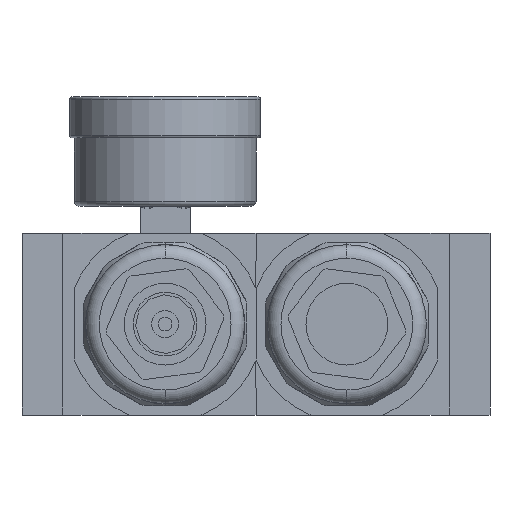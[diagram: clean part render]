
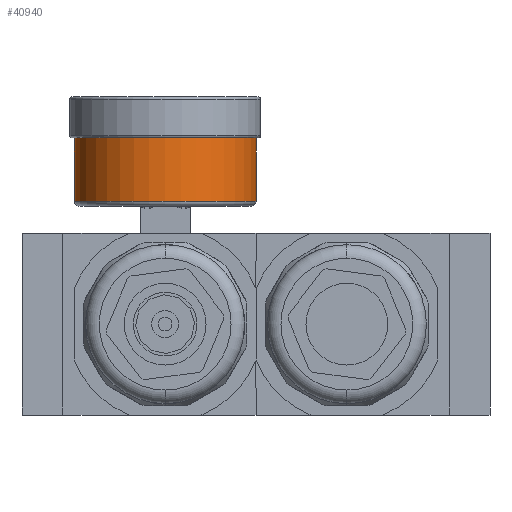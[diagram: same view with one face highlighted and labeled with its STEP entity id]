
A CAD part, front view. The second image highlights one B-rep face of the part: STEP entity #40940.
In plain terms, the highlighted cylindrical face has radius 20 mm (diameter 40 mm), a partial arc.
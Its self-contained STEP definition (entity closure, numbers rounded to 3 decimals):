
#2859 = CARTESIAN_POINT ( 'NONE',  ( -20., 0., -17. ) ) ;
#5123 = LINE ( 'NONE', #40340, #7850 ) ;
#5495 = DIRECTION ( 'NONE',  ( 0., 0., 1. ) ) ;
#6503 = VECTOR ( 'NONE', #23264, 1000. ) ;
#6978 = CARTESIAN_POINT ( 'NONE',  ( 0., 0., -31. ) ) ;
#6995 = EDGE_CURVE ( 'NONE', #22485, #10959, #28024, .T. ) ;
#7850 = VECTOR ( 'NONE', #8763, 1000. ) ;
#8763 = DIRECTION ( 'NONE',  ( 0., 0., 1. ) ) ;
#10326 = VERTEX_POINT ( 'NONE', #10992 ) ;
#10959 = VERTEX_POINT ( 'NONE', #2859 ) ;
#10992 = CARTESIAN_POINT ( 'NONE',  ( 20., 0., -31. ) ) ;
#13158 = DIRECTION ( 'NONE',  ( 1., 0., 0. ) ) ;
#13907 = DIRECTION ( 'NONE',  ( 0., 0., -1. ) ) ;
#15633 = AXIS2_PLACEMENT_3D ( 'NONE', #30790, #13907, #23702 ) ;
#15853 = CARTESIAN_POINT ( 'NONE',  ( -20., 0., -31. ) ) ;
#17669 = ORIENTED_EDGE ( 'NONE', *, *, #33229, .T. ) ;
#21163 = EDGE_CURVE ( 'NONE', #42689, #10326, #39883, .T. ) ;
#22485 = VERTEX_POINT ( 'NONE', #30968 ) ;
#22588 = LINE ( 'NONE', #43947, #6503 ) ;
#22607 = CARTESIAN_POINT ( 'NONE',  ( 0., 0., 0. ) ) ;
#23264 = DIRECTION ( 'NONE',  ( 0., 0., 1. ) ) ;
#23702 = DIRECTION ( 'NONE',  ( -1., 0., 0. ) ) ;
#26285 = FACE_OUTER_BOUND ( 'NONE', #36322, .T. ) ;
#27440 = AXIS2_PLACEMENT_3D ( 'NONE', #6978, #30510, #13158 ) ;
#28024 = CIRCLE ( 'NONE', #15633, 20. ) ;
#28344 = ORIENTED_EDGE ( 'NONE', *, *, #6995, .T. ) ;
#30510 = DIRECTION ( 'NONE',  ( 0., 0., 1. ) ) ;
#30790 = CARTESIAN_POINT ( 'NONE',  ( 0., 0., -17. ) ) ;
#30968 = CARTESIAN_POINT ( 'NONE',  ( 20., 0., -17. ) ) ;
#32813 = EDGE_CURVE ( 'NONE', #42689, #10959, #22588, .T. ) ;
#33229 = EDGE_CURVE ( 'NONE', #10326, #22485, #5123, .T. ) ;
#35172 = AXIS2_PLACEMENT_3D ( 'NONE', #22607, #5495, #36618 ) ;
#36322 = EDGE_LOOP ( 'NONE', ( #39027, #36984, #17669, #28344 ) ) ;
#36391 = CYLINDRICAL_SURFACE ( 'NONE', #35172, 20. ) ;
#36618 = DIRECTION ( 'NONE',  ( 1., 0., 0. ) ) ;
#36984 = ORIENTED_EDGE ( 'NONE', *, *, #21163, .T. ) ;
#39027 = ORIENTED_EDGE ( 'NONE', *, *, #32813, .F. ) ;
#39883 = CIRCLE ( 'NONE', #27440, 20. ) ;
#40340 = CARTESIAN_POINT ( 'NONE',  ( 20., 0., 0. ) ) ;
#40940 = ADVANCED_FACE ( 'NONE', ( #26285 ), #36391, .T. ) ;
#42689 = VERTEX_POINT ( 'NONE', #15853 ) ;
#43947 = CARTESIAN_POINT ( 'NONE',  ( -20., 0., 0. ) ) ;
